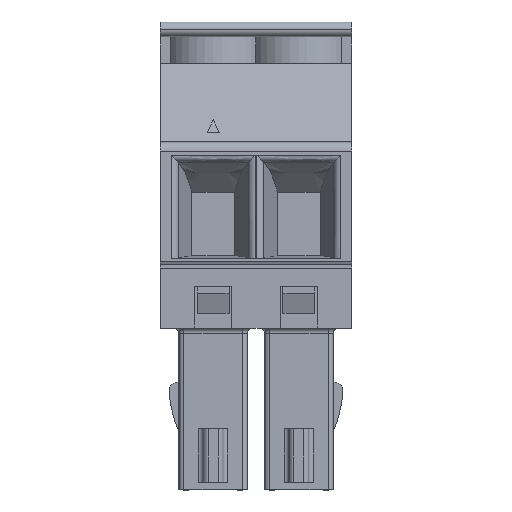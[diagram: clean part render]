
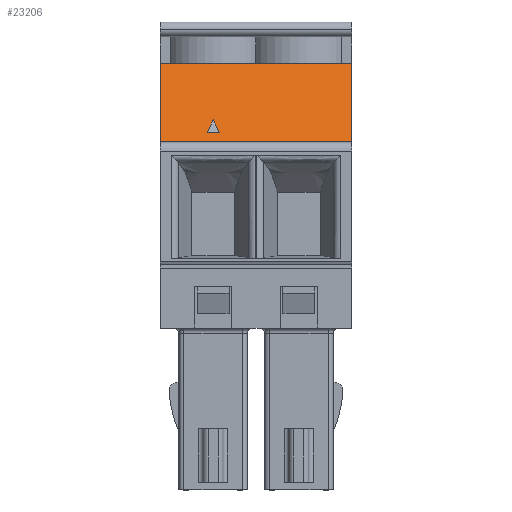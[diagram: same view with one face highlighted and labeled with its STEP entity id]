
A CAD part, top view. The second image highlights one B-rep face of the part: STEP entity #23206.
In plain terms, the highlighted planar face has unit normal (0, 0.346, 0.938).
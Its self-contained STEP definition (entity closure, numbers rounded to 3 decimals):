
#338 = VECTOR ( 'NONE', #13920, 1000. ) ;
#478 = VERTEX_POINT ( 'NONE', #4311 ) ;
#483 = ORIENTED_EDGE ( 'NONE', *, *, #11170, .T. ) ;
#551 = ORIENTED_EDGE ( 'NONE', *, *, #15630, .F. ) ;
#1651 = CARTESIAN_POINT ( 'NONE',  ( 0., 14.2, 9. ) ) ;
#1821 = VERTEX_POINT ( 'NONE', #16664 ) ;
#2231 = VECTOR ( 'NONE', #16989, 1000. ) ;
#2236 = CARTESIAN_POINT ( 'NONE',  ( 7.8, 17.4, 7.82 ) ) ;
#2455 = CARTESIAN_POINT ( 'NONE',  ( 7.8, 14.2, 9. ) ) ;
#2658 = DIRECTION ( 'NONE',  ( 0., -0.938, 0.346 ) ) ;
#3693 = CARTESIAN_POINT ( 'NONE',  ( 0., 17.4, 7.82 ) ) ;
#3713 = ORIENTED_EDGE ( 'NONE', *, *, #23973, .T. ) ;
#4311 = CARTESIAN_POINT ( 'NONE',  ( 2.15, 15.1, 8.668 ) ) ;
#4636 = CARTESIAN_POINT ( 'NONE',  ( 7.8, 14.2, 9. ) ) ;
#4710 = EDGE_CURVE ( 'NONE', #16566, #478, #25862, .T. ) ;
#6167 = DIRECTION ( 'NONE',  ( 1., 0., 0. ) ) ;
#6352 = CARTESIAN_POINT ( 'NONE',  ( 7.8, 14.2, 9. ) ) ;
#6696 = VECTOR ( 'NONE', #23668, 1000. ) ;
#7056 = CARTESIAN_POINT ( 'NONE',  ( 7.8, 17.4, 7.82 ) ) ;
#7174 = ORIENTED_EDGE ( 'NONE', *, *, #4710, .F. ) ;
#7350 = LINE ( 'NONE', #9743, #338 ) ;
#8458 = AXIS2_PLACEMENT_3D ( 'NONE', #4636, #23758, #2658 ) ;
#9496 = EDGE_CURVE ( 'NONE', #478, #13511, #7350, .T. ) ;
#9743 = CARTESIAN_POINT ( 'NONE',  ( 2.8, 16.401, 8.189 ) ) ;
#10205 = DIRECTION ( 'NONE',  ( 0., 0.938, -0.346 ) ) ;
#10244 = CARTESIAN_POINT ( 'NONE',  ( 2.4, 14.6, 8.852 ) ) ;
#10573 = VECTOR ( 'NONE', #10205, 1000. ) ;
#10999 = DIRECTION ( 'NONE',  ( -1., 0., 0. ) ) ;
#11170 = EDGE_CURVE ( 'NONE', #18471, #16508, #19829, .T. ) ;
#13286 = FACE_BOUND ( 'NONE', #24387, .T. ) ;
#13511 = VERTEX_POINT ( 'NONE', #24225 ) ;
#13558 = CARTESIAN_POINT ( 'NONE',  ( 7.8, 14.2, 9. ) ) ;
#13831 = ORIENTED_EDGE ( 'NONE', *, *, #17198, .F. ) ;
#13920 = DIRECTION ( 'NONE',  ( -0.425, -0.849, 0.313 ) ) ;
#14055 = VECTOR ( 'NONE', #10999, 1000. ) ;
#15630 = EDGE_CURVE ( 'NONE', #13511, #16566, #19471, .T. ) ;
#16508 = VERTEX_POINT ( 'NONE', #3693 ) ;
#16566 = VERTEX_POINT ( 'NONE', #10244 ) ;
#16664 = CARTESIAN_POINT ( 'NONE',  ( 0., 14.2, 9. ) ) ;
#16989 = DIRECTION ( 'NONE',  ( 0., 0.938, -0.346 ) ) ;
#17198 = EDGE_CURVE ( 'NONE', #1821, #16508, #20856, .T. ) ;
#17252 = CARTESIAN_POINT ( 'NONE',  ( 3.538, 12.324, 9.692 ) ) ;
#17899 = PLANE ( 'NONE',  #8458 ) ;
#18127 = ORIENTED_EDGE ( 'NONE', *, *, #27555, .F. ) ;
#18471 = VERTEX_POINT ( 'NONE', #2236 ) ;
#19471 = LINE ( 'NONE', #21677, #26264 ) ;
#19829 = LINE ( 'NONE', #7056, #23491 ) ;
#20856 = LINE ( 'NONE', #1651, #10573 ) ;
#21376 = LINE ( 'NONE', #2455, #14055 ) ;
#21677 = CARTESIAN_POINT ( 'NONE',  ( 7.8, 14.6, 8.852 ) ) ;
#21818 = FACE_OUTER_BOUND ( 'NONE', #22251, .T. ) ;
#22023 = DIRECTION ( 'NONE',  ( -1., 0., 0. ) ) ;
#22145 = LINE ( 'NONE', #6352, #2231 ) ;
#22251 = EDGE_LOOP ( 'NONE', ( #13831, #18127, #3713, #483 ) ) ;
#23206 = ADVANCED_FACE ( 'NONE', ( #13286, #21818 ), #17899, .T. ) ;
#23491 = VECTOR ( 'NONE', #22023, 1000. ) ;
#23668 = DIRECTION ( 'NONE',  ( -0.425, 0.849, -0.313 ) ) ;
#23758 = DIRECTION ( 'NONE',  ( 0., 0.346, 0.938 ) ) ;
#23973 = EDGE_CURVE ( 'NONE', #27433, #18471, #22145, .T. ) ;
#24225 = CARTESIAN_POINT ( 'NONE',  ( 1.9, 14.6, 8.852 ) ) ;
#24387 = EDGE_LOOP ( 'NONE', ( #7174, #551, #25143 ) ) ;
#25143 = ORIENTED_EDGE ( 'NONE', *, *, #9496, .F. ) ;
#25862 = LINE ( 'NONE', #17252, #6696 ) ;
#26264 = VECTOR ( 'NONE', #6167, 1000. ) ;
#27433 = VERTEX_POINT ( 'NONE', #13558 ) ;
#27555 = EDGE_CURVE ( 'NONE', #27433, #1821, #21376, .T. ) ;
